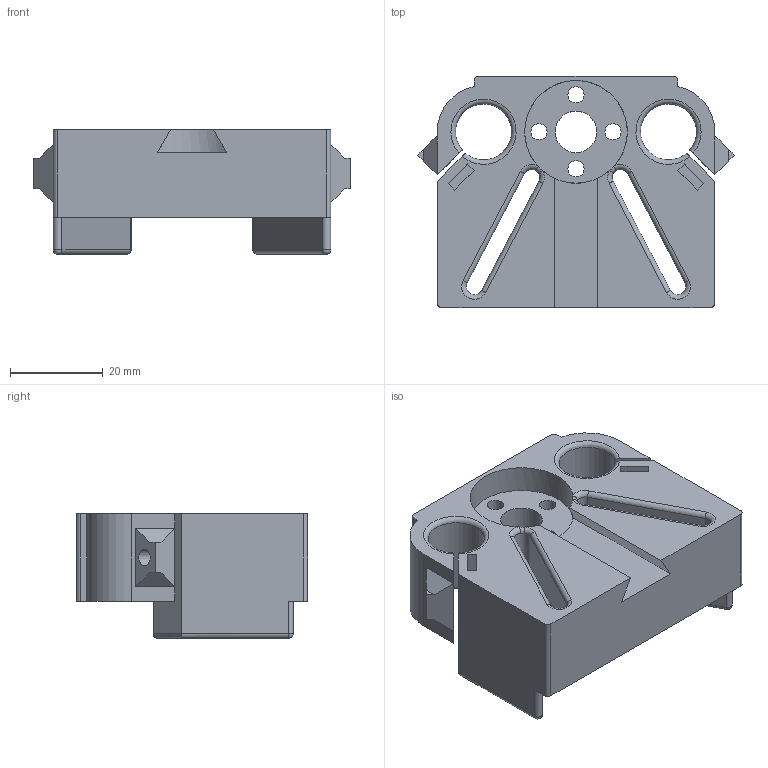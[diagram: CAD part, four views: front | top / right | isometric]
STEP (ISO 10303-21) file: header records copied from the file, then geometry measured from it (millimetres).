
FILE_DESCRIPTION(('STEP AP242'), '1');
FILE_NAME('carriage', '', ('UNSPECIFIED'), ('UNSPECIFIED'), 'C3D Converter', 'C3D Toolkit', '');
FILE_SCHEMA(('AP242_MANAGED_MODEL_BASED_3D_ENGINEERING_MIM_LF { 1 0 10303 442 1 1 4 }'));
Length unit declared in the file: millimetre
Bounding box: 68.49 x 50 x 27 mm (x, y, z)
Volume: 45248.2 mm3; surface area: 16926.8 mm2
Topology: 1 solids, 1 shells, 163 faces, 414 edges, 259 vertices
Faces by surface type: plane 88, cylinder 52, torus 17, sphere 4, bspline 2
Full cylindrical faces by diameter (mm): 1.8 x8, 3.5 x10, 9 x1, 22.2 x1
Entity records: 6721 total; most frequent: CARTESIAN_POINT 1472, DIRECTION 812, ORIENTED_EDGE 778, EDGE_CURVE 389, AXIS2_PLACEMENT_3D 292, VERTEX_POINT 259, LINE 228, VECTOR 228
